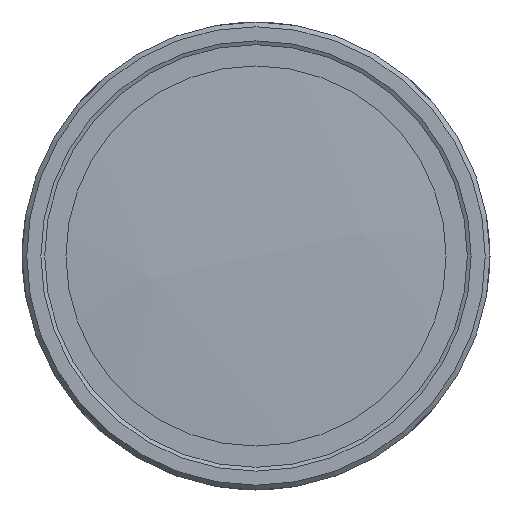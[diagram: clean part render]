
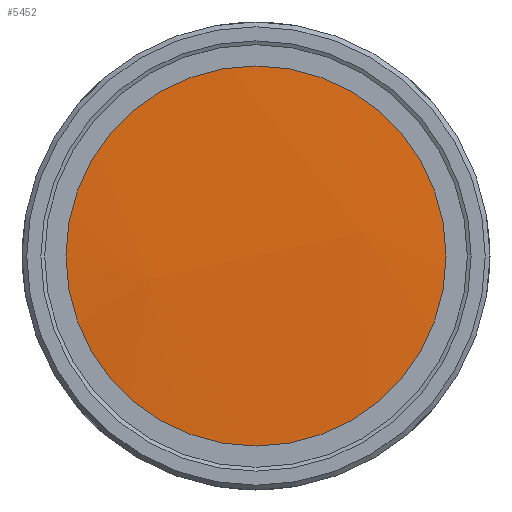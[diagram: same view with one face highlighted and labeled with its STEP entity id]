
A CAD part, left-side view. The second image highlights one B-rep face of the part: STEP entity #5452.
In plain terms, the highlighted spherical face has radius 306 mm.
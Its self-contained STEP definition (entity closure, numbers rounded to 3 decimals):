
#39=SPHERICAL_SURFACE('',#6044,306.);
#579=CIRCLE('',#6045,23.25);
#580=CIRCLE('',#6046,23.25);
#876=FACE_OUTER_BOUND('',#1228,.T.);
#1228=EDGE_LOOP('',(#5119,#5120));
#2713=VERTEX_POINT('',#13261);
#2714=VERTEX_POINT('',#13262);
#3516=EDGE_CURVE('',#2713,#2714,#579,.T.);
#3517=EDGE_CURVE('',#2714,#2713,#580,.T.);
#5119=ORIENTED_EDGE('',*,*,#3516,.F.);
#5120=ORIENTED_EDGE('',*,*,#3517,.F.);
#5452=ADVANCED_FACE('',(#876),#39,.T.);
#6044=AXIS2_PLACEMENT_3D('',#13260,#7216,#7217);
#6045=AXIS2_PLACEMENT_3D('',#13263,#7218,#7219);
#6046=AXIS2_PLACEMENT_3D('',#13264,#7220,#7221);
#7216=DIRECTION('center_axis',(0.,0.,1.));
#7217=DIRECTION('ref_axis',(-1.,-0.001,0.));
#7218=DIRECTION('center_axis',(1.,0.,0.));
#7219=DIRECTION('ref_axis',(0.,0.,-1.));
#7220=DIRECTION('center_axis',(1.,0.,0.));
#7221=DIRECTION('ref_axis',(0.,0.,-1.));
#13260=CARTESIAN_POINT('Origin',(306.,0.,0.));
#13261=CARTESIAN_POINT('',(0.885,23.25,0.));
#13262=CARTESIAN_POINT('',(0.885,-23.25,0.));
#13263=CARTESIAN_POINT('Origin',(0.885,0.,0.));
#13264=CARTESIAN_POINT('Origin',(0.885,0.,0.));
